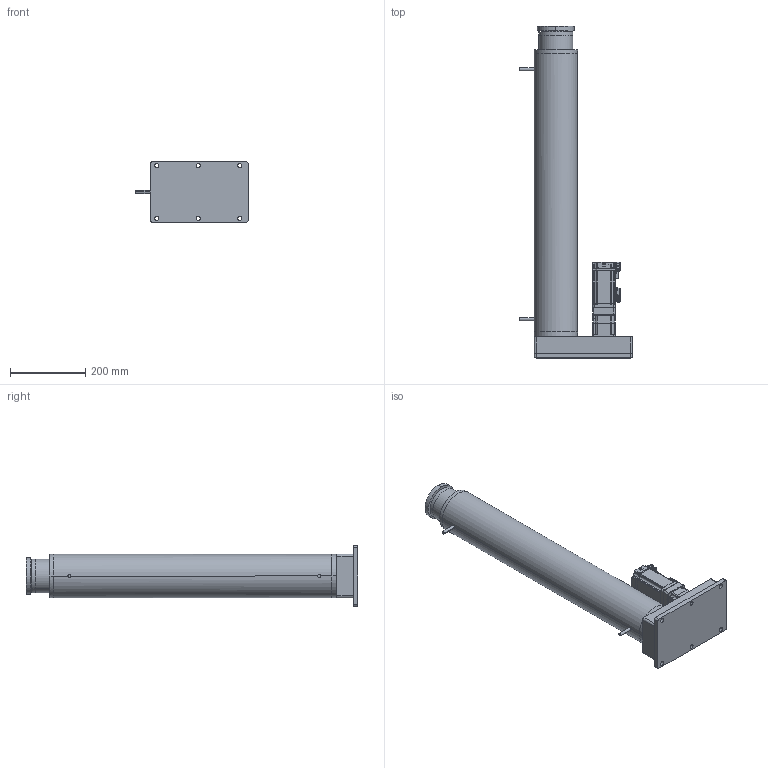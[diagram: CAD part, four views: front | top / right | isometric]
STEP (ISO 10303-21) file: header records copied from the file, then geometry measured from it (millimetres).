
FILE_DESCRIPTION (( 'STEP AP203' ), '1' );
FILE_NAME ('RLD115-10HB-2KN-R1200-S2-71mm-s.STEP', '2025-01-04T05:25:49', ( '微软用户' ), ( '微软中国' ), 'SwSTEP 2.0', 'SolidWorks 2022', '' );
FILE_SCHEMA (( 'CONFIG_CONTROL_DESIGN' ));
Length unit declared in the file: millimetre
Products named in the file (39): _1-SO-60001_1_1_1.stp; 复件 240408-DM-115多节缸箱体盖板^RLD115-10HB-2KN-R1200-S2-71mm-s; _1-SO-750450001_1_1_1.stp; MS1H1-40B30CB-(x)334Z.stp; _1-SO-229040001_1_1_1.stp; 10_1_1_1.stp; PGH60-L1-14-50-70-M5-A16; 复件 240408-DM-115多节缸第二节管^RLD115-10HB-2KN-R1200-S2-71mm-s; _1-SO-391790001_1_1_1.stp; _60-1-SO0001_1_1_1_1.stp; 复件 240408-DM-115多节缸第一节管^RLD115-10HB-2KN-R1200-S2-71mm-s; 30_1_1_1_1.stp; 31100246--1-SOLI00_1_1_1_1.stp; 22010150--1-SOLI00_1_1_1_1.stp; _1-SO-576180001_1_1_1.stp; 22060240_2_1_1_1.stp; 31090647--1-SOL000_1_1_1.stp; _1-SO-126980001_1_1_1.stp; _1-SO-476400001_1_1_1.stp; 21E8-005-1072-P4_1_1_1_1.stp; MS1H1-40B30CB-A334Z_1_ASM_1_ASM_ASM.stp; 400W-3000带刹车; MS1H1-40B30CB-A334Z_ASM_1-36033_ASM.stp; MS1H1-40B30CB-A334Z_ASM_1-35997_ASM.stp; 31900522--1-SOL000_1_1_1_1.stp; 21E8-005-1073-P4_1_1_1_1.stp; 复件 240408-DM-115多节缸第三节管^RLD115-10HB-2KN-R1200-S2-71mm-s; _1-SO-195320001_1_1_1.stp; _1-SO-403590001_1_1_1.stp; 31090524--MS1H1-400001_1_1_1.stp; 31740004--1-SOLI00_1_1_1_1.stp; _1-SO-585340001_1_1_1.stp; MS1H1-40B30CB-A334Z-S_ASM_1_ASM.stp; _1-SO-85180001_1_1_1.stp; 复件 240408-DM-115多节缸轴承座^RLD115-10HB-2KN-R1200-S2-71mm-s; RLD115-10HB-2KN-R1200-S2-71mm-s; _1-SO-579730001_1_1_1.stp; _1-SO-16020001_1_1_1.stp; _1-SO-981200001_1_1_1.stp
Assembly tree (39 placements, depth 8):
  RLD115-10HB-2KN-R1200-S2-71mm-s
    复件 240408-DM-115多节缸箱体盖板^RLD115-10HB-2KN-R1200-S2-71mm-s
    复件 240408-DM-115多节缸轴承座^RLD115-10HB-2KN-R1200-S2-71mm-s
    复件 240408-DM-115多节缸第二节管^RLD115-10HB-2KN-R1200-S2-71mm-s
    复件 240408-DM-115多节缸第三节管^RLD115-10HB-2KN-R1200-S2-71mm-s
    复件 240408-DM-115多节缸第一节管^RLD115-10HB-2KN-R1200-S2-71mm-s
    400W-3000带刹车
      MS1H1-40B30CB-(x)334Z.stp
        MS1H1-40B30CB-A334Z-S_ASM_1_ASM.stp
          MS1H1-40B30CB-A334Z_ASM_1-36033_ASM.stp
            MS1H1-40B30CB-A334Z_ASM_1-35997_ASM.stp
              MS1H1-40B30CB-A334Z_1_ASM_1_ASM_ASM.stp
                _1-SO-60001_1_1_1.stp
                _1-SO-16020001_1_1_1.stp
                _1-SO-85180001_1_1_1.stp
                31090524--MS1H1-400001_1_1_1.stp
                _1-SO-126980001_1_1_1.stp
                _1-SO-195320001_1_1_1.stp
                31090647--1-SOL000_1_1_1.stp
                _1-SO-229040001_1_1_1.stp
                31100246--1-SOLI00_1_1_1_1.stp
                _1-SO-391790001_1_1_1.stp
                _1-SO-403590001_1_1_1.stp
                22010150--1-SOLI00_1_1_1_1.stp
                30_1_1_1_1.stp
                _1-SO-476400001_1_1_1.stp
                31900522--1-SOL000_1_1_1_1.stp
                31740004--1-SOLI00_1_1_1_1.stp
                _1-SO-576180001_1_1_1.stp
                _1-SO-579730001_1_1_1.stp
                _1-SO-585340001_1_1_1.stp
                10_1_1_1.stp
                _1-SO-750450001_1_1_1.stp
                _60-1-SO0001_1_1_1_1.stp
                _1-SO-981200001_1_1_1.stp
          21E8-005-1072-P4_1_1_1_1.stp
          21E8-005-1073-P4_1_1_1_1.stp
          22060240_2_1_1_1.stp  x2
    PGH60-L1-14-50-70-M5-A16
Bounding box: 298 x 880 x 160 mm (x, y, z)
Volume: 5804256.6 mm3; surface area: 1608667.6 mm2
Topology: 52 solids, 56 shells, 2397 faces, 6276 edges, 4080 vertices
Faces by surface type: plane 1313, cylinder 771, torus 142, cone 104, bspline 63, sphere 4
Entity records: 82478 total; most frequent: CARTESIAN_POINT 18836, DIRECTION 12494, ORIENTED_EDGE 12388, EDGE_CURVE 6198, AXIS2_PLACEMENT_3D 4349, VERTEX_POINT 4036, VECTOR 3796, LINE 3796
